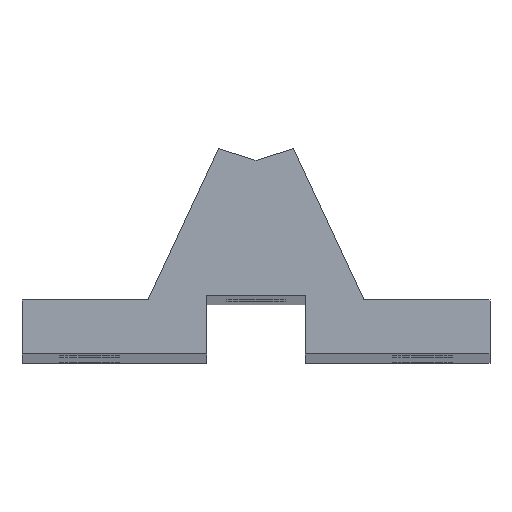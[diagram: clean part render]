
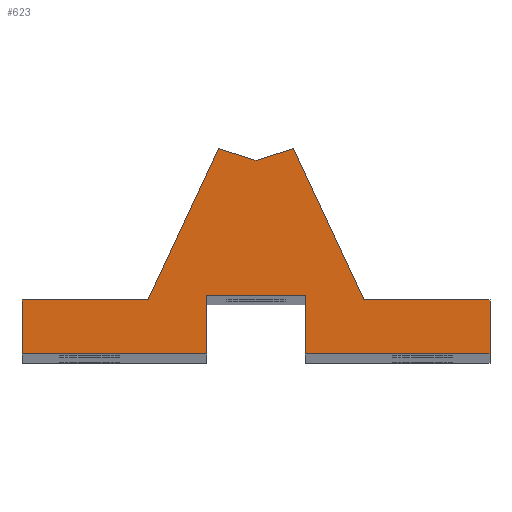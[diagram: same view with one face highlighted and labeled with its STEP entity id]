
A CAD part, top view. The second image highlights one B-rep face of the part: STEP entity #623.
In plain terms, the highlighted planar face has unit normal (0, 0, 1).
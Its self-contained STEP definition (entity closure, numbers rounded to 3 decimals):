
#49=PLANE('',#702);
#88=FACE_OUTER_BOUND('',#135,.T.);
#135=EDGE_LOOP('',(#572,#573,#574,#575,#576,#577,#578,#579,#580,#581,#582,
#583,#584));
#148=LINE('',#965,#203);
#156=LINE('',#983,#211);
#160=LINE('',#991,#215);
#164=LINE('',#997,#219);
#165=LINE('',#1000,#220);
#168=LINE('',#1006,#223);
#171=LINE('',#1012,#226);
#174=LINE('',#1018,#229);
#177=LINE('',#1024,#232);
#180=LINE('',#1030,#235);
#183=LINE('',#1036,#238);
#186=LINE('',#1042,#241);
#189=LINE('',#1047,#244);
#203=VECTOR('',#801,10.);
#211=VECTOR('',#817,10.);
#215=VECTOR('',#823,10.);
#219=VECTOR('',#829,10.);
#220=VECTOR('',#832,10.);
#223=VECTOR('',#837,10.);
#226=VECTOR('',#842,10.);
#229=VECTOR('',#847,10.);
#232=VECTOR('',#852,10.);
#235=VECTOR('',#857,10.);
#238=VECTOR('',#862,10.);
#241=VECTOR('',#867,10.);
#244=VECTOR('',#872,10.);
#296=VERTEX_POINT('',#962);
#297=VERTEX_POINT('',#964);
#302=VERTEX_POINT('',#981);
#303=VERTEX_POINT('',#982);
#306=VERTEX_POINT('',#990);
#308=VERTEX_POINT('',#999);
#310=VERTEX_POINT('',#1005);
#312=VERTEX_POINT('',#1011);
#314=VERTEX_POINT('',#1017);
#316=VERTEX_POINT('',#1023);
#318=VERTEX_POINT('',#1029);
#320=VERTEX_POINT('',#1035);
#322=VERTEX_POINT('',#1041);
#366=EDGE_CURVE('',#296,#297,#148,.T.);
#376=EDGE_CURVE('',#302,#303,#156,.T.);
#380=EDGE_CURVE('',#303,#306,#160,.T.);
#384=EDGE_CURVE('',#306,#296,#164,.T.);
#385=EDGE_CURVE('',#297,#308,#165,.T.);
#388=EDGE_CURVE('',#308,#310,#168,.T.);
#391=EDGE_CURVE('',#310,#312,#171,.T.);
#394=EDGE_CURVE('',#312,#314,#174,.T.);
#397=EDGE_CURVE('',#314,#316,#177,.T.);
#400=EDGE_CURVE('',#316,#318,#180,.T.);
#403=EDGE_CURVE('',#318,#320,#183,.T.);
#406=EDGE_CURVE('',#320,#322,#186,.T.);
#409=EDGE_CURVE('',#322,#302,#189,.T.);
#572=ORIENTED_EDGE('',*,*,#376,.F.);
#573=ORIENTED_EDGE('',*,*,#409,.F.);
#574=ORIENTED_EDGE('',*,*,#406,.F.);
#575=ORIENTED_EDGE('',*,*,#403,.F.);
#576=ORIENTED_EDGE('',*,*,#400,.F.);
#577=ORIENTED_EDGE('',*,*,#397,.F.);
#578=ORIENTED_EDGE('',*,*,#394,.F.);
#579=ORIENTED_EDGE('',*,*,#391,.F.);
#580=ORIENTED_EDGE('',*,*,#388,.F.);
#581=ORIENTED_EDGE('',*,*,#385,.F.);
#582=ORIENTED_EDGE('',*,*,#366,.F.);
#583=ORIENTED_EDGE('',*,*,#384,.F.);
#584=ORIENTED_EDGE('',*,*,#380,.F.);
#623=ADVANCED_FACE('',(#88),#49,.T.);
#702=AXIS2_PLACEMENT_3D('',#1050,#876,#877);
#801=DIRECTION('',(0.954,0.301,0.));
#817=DIRECTION('',(1.,0.,0.));
#823=DIRECTION('',(0.423,0.906,0.));
#829=DIRECTION('',(0.954,-0.301,0.));
#832=DIRECTION('',(0.423,-0.906,0.));
#837=DIRECTION('',(1.,0.,0.));
#842=DIRECTION('',(0.,-1.,0.));
#847=DIRECTION('',(-1.,0.,0.));
#852=DIRECTION('',(0.,1.,0.));
#857=DIRECTION('',(-1.,0.,0.));
#862=DIRECTION('',(0.,-1.,0.));
#867=DIRECTION('',(-1.,0.,0.));
#872=DIRECTION('',(0.,1.,0.));
#876=DIRECTION('center_axis',(0.,0.,1.));
#877=DIRECTION('ref_axis',(1.,0.,0.));
#962=CARTESIAN_POINT('',(0.,18.515,599.5));
#964=CARTESIAN_POINT('',(4.15,19.823,599.5));
#965=CARTESIAN_POINT('',(4.15,19.823,599.5));
#981=CARTESIAN_POINT('',(-26.,3.,599.5));
#982=CARTESIAN_POINT('',(-11.995,3.,599.5));
#983=CARTESIAN_POINT('',(-11.995,3.,599.5));
#990=CARTESIAN_POINT('',(-4.15,19.823,599.5));
#991=CARTESIAN_POINT('',(-4.15,19.823,599.5));
#997=CARTESIAN_POINT('',(0.,18.515,599.5));
#999=CARTESIAN_POINT('',(11.995,3.,599.5));
#1000=CARTESIAN_POINT('',(11.995,3.,599.5));
#1005=CARTESIAN_POINT('',(26.,3.,599.5));
#1006=CARTESIAN_POINT('',(26.,3.,599.5));
#1011=CARTESIAN_POINT('',(26.,-3.,599.5));
#1012=CARTESIAN_POINT('',(26.,-3.,599.5));
#1017=CARTESIAN_POINT('',(5.5,-3.,599.5));
#1018=CARTESIAN_POINT('',(5.5,-3.,599.5));
#1023=CARTESIAN_POINT('',(5.5,3.5,599.5));
#1024=CARTESIAN_POINT('',(5.5,3.5,599.5));
#1029=CARTESIAN_POINT('',(-5.5,3.5,599.5));
#1030=CARTESIAN_POINT('',(-5.5,3.5,599.5));
#1035=CARTESIAN_POINT('',(-5.5,-3.,599.5));
#1036=CARTESIAN_POINT('',(-5.5,-3.,599.5));
#1041=CARTESIAN_POINT('',(-26.,-3.,599.5));
#1042=CARTESIAN_POINT('',(-26.,-3.,599.5));
#1047=CARTESIAN_POINT('',(-26.,3.,599.5));
#1050=CARTESIAN_POINT('Origin',(0.,3.933,599.5));
